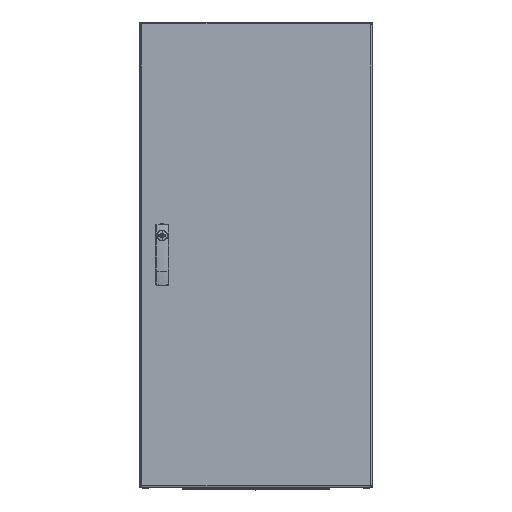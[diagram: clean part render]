
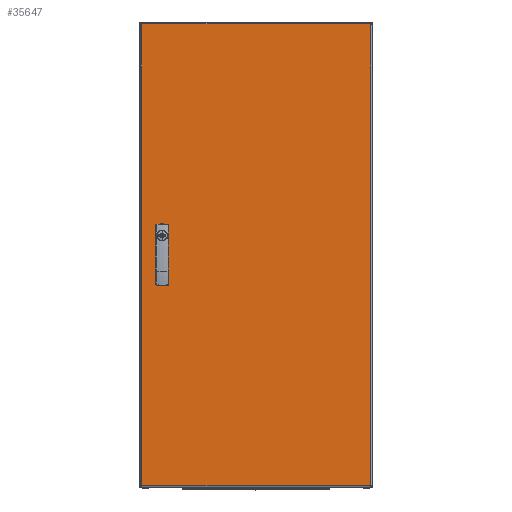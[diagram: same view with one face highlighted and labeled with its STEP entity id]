
A CAD part, top view. The second image highlights one B-rep face of the part: STEP entity #35647.
In plain terms, the highlighted face is planar.
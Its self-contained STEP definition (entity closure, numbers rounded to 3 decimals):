
#35647 = ADVANCED_FACE ( 'NONE', ( #48951, #48941, #48939 ), #48938, .F. ) ;
#35651 = EDGE_LOOP ( 'NONE', ( #35809, #35820, #35697, #35712 ) ) ;
#35655 = VERTEX_POINT ( 'NONE', #48927 ) ;
#35689 = EDGE_CURVE ( 'NONE', #35815, #35692, #49088, .T. ) ;
#35692 = VERTEX_POINT ( 'NONE', #49081 ) ;
#35697 = ORIENTED_EDGE ( 'NONE', *, *, #35703, .T. ) ;
#35703 = EDGE_CURVE ( 'NONE', #35692, #35708, #49062, .T. ) ;
#35708 = VERTEX_POINT ( 'NONE', #49042 ) ;
#35712 = ORIENTED_EDGE ( 'NONE', *, *, #35716, .T. ) ;
#35716 = EDGE_CURVE ( 'NONE', #35708, #35655, #49038, .T. ) ;
#35719 = EDGE_LOOP ( 'NONE', ( #35726, #35883, #35756, #35770 ) ) ;
#35726 = ORIENTED_EDGE ( 'NONE', *, *, #35729, .T. ) ;
#35729 = EDGE_CURVE ( 'NONE', #35872, #35879, #49131, .T. ) ;
#35751 = VERTEX_POINT ( 'NONE', #49232 ) ;
#35756 = ORIENTED_EDGE ( 'NONE', *, *, #35764, .T. ) ;
#35764 = EDGE_CURVE ( 'NONE', #35751, #35766, #49199, .T. ) ;
#35766 = VERTEX_POINT ( 'NONE', #49179 ) ;
#35770 = ORIENTED_EDGE ( 'NONE', *, *, #35777, .T. ) ;
#35777 = EDGE_CURVE ( 'NONE', #35766, #35872, #49295, .T. ) ;
#35779 = EDGE_LOOP ( 'NONE', ( #35785, #35947, #35834, #35849, #35855, #35863, #36015, #35888 ) ) ;
#35785 = ORIENTED_EDGE ( 'NONE', *, *, #35790, .F. ) ;
#35790 = EDGE_CURVE ( 'NONE', #35796, #35800, #49284, .T. ) ;
#35796 = VERTEX_POINT ( 'NONE', #49277 ) ;
#35800 = VERTEX_POINT ( 'NONE', #49275 ) ;
#35809 = ORIENTED_EDGE ( 'NONE', *, *, #35812, .T. ) ;
#35812 = EDGE_CURVE ( 'NONE', #35655, #35815, #49263, .T. ) ;
#35815 = VERTEX_POINT ( 'NONE', #49387 ) ;
#35820 = ORIENTED_EDGE ( 'NONE', *, *, #35689, .T. ) ;
#35826 = VERTEX_POINT ( 'NONE', #49356 ) ;
#35834 = ORIENTED_EDGE ( 'NONE', *, *, #35839, .T. ) ;
#35839 = EDGE_CURVE ( 'NONE', #35826, #35845, #49324, .T. ) ;
#35845 = VERTEX_POINT ( 'NONE', #49317 ) ;
#35849 = ORIENTED_EDGE ( 'NONE', *, *, #35851, .T. ) ;
#35851 = EDGE_CURVE ( 'NONE', #35845, #35852, #49449, .T. ) ;
#35852 = VERTEX_POINT ( 'NONE', #49444 ) ;
#35855 = ORIENTED_EDGE ( 'NONE', *, *, #35858, .F. ) ;
#35858 = EDGE_CURVE ( 'NONE', #35859, #35852, #49437, .T. ) ;
#35859 = VERTEX_POINT ( 'NONE', #49428 ) ;
#35863 = ORIENTED_EDGE ( 'NONE', *, *, #35865, .T. ) ;
#35865 = EDGE_CURVE ( 'NONE', #35859, #35868, #49413, .T. ) ;
#35868 = VERTEX_POINT ( 'NONE', #49392 ) ;
#35872 = VERTEX_POINT ( 'NONE', #49393 ) ;
#35879 = VERTEX_POINT ( 'NONE', #49534 ) ;
#35883 = ORIENTED_EDGE ( 'NONE', *, *, #35884, .T. ) ;
#35884 = EDGE_CURVE ( 'NONE', #35879, #35751, #49519, .T. ) ;
#35888 = ORIENTED_EDGE ( 'NONE', *, *, #35898, .T. ) ;
#35898 = EDGE_CURVE ( 'NONE', #36019, #35800, #49506, .T. ) ;
#35947 = ORIENTED_EDGE ( 'NONE', *, *, #35949, .T. ) ;
#35949 = EDGE_CURVE ( 'NONE', #35796, #35826, #49648, .T. ) ;
#36015 = ORIENTED_EDGE ( 'NONE', *, *, #36018, .T. ) ;
#36018 = EDGE_CURVE ( 'NONE', #35868, #36019, #49873, .T. ) ;
#36019 = VERTEX_POINT ( 'NONE', #49866 ) ;
#48927 = CARTESIAN_POINT ( 'NONE',  ( 229.9, -24.9, 0. ) ) ;
#48929 = DIRECTION ( 'NONE',  ( 1., 0., 0. ) ) ;
#48931 = DIRECTION ( 'NONE',  ( 0., 0., 1. ) ) ;
#48933 = CARTESIAN_POINT ( 'NONE',  ( -310.5, -610.5, 0. ) ) ;
#48934 = AXIS2_PLACEMENT_3D ( 'NONE', #48933, #48931, #48929 ) ;
#48938 = PLANE ( 'NONE',  #48934 ) ;
#48939 = FACE_OUTER_BOUND ( 'NONE', #35779, .T. ) ;
#48941 = FACE_BOUND ( 'NONE', #35719, .T. ) ;
#48951 = FACE_BOUND ( 'NONE', #35651, .T. ) ;
#49032 = DIRECTION ( 'NONE',  ( -1., 0., 0. ) ) ;
#49034 = VECTOR ( 'NONE', #49032, 1000. ) ;
#49036 = CARTESIAN_POINT ( 'NONE',  ( 229.9, -24.9, 0. ) ) ;
#49038 = LINE ( 'NONE', #49036, #49034 ) ;
#49042 = CARTESIAN_POINT ( 'NONE',  ( 255.1, -24.9, 0. ) ) ;
#49057 = DIRECTION ( 'NONE',  ( 0., 1., 0. ) ) ;
#49059 = VECTOR ( 'NONE', #49057, 1000. ) ;
#49060 = CARTESIAN_POINT ( 'NONE',  ( 255.1, -75.1, 0. ) ) ;
#49062 = LINE ( 'NONE', #49060, #49059 ) ;
#49081 = CARTESIAN_POINT ( 'NONE',  ( 255.1, -75.1, 0. ) ) ;
#49084 = DIRECTION ( 'NONE',  ( 1., 0., 0. ) ) ;
#49085 = VECTOR ( 'NONE', #49084, 1000. ) ;
#49087 = CARTESIAN_POINT ( 'NONE',  ( 229.9, -75.1, 0. ) ) ;
#49088 = LINE ( 'NONE', #49087, #49085 ) ;
#49126 = DIRECTION ( 'NONE',  ( -1., 0., 0. ) ) ;
#49127 = VECTOR ( 'NONE', #49126, 1000. ) ;
#49129 = CARTESIAN_POINT ( 'NONE',  ( 229.9, 75.1, 0. ) ) ;
#49131 = LINE ( 'NONE', #49129, #49127 ) ;
#49179 = CARTESIAN_POINT ( 'NONE',  ( 255.1, 24.9, 0. ) ) ;
#49185 = DIRECTION ( 'NONE',  ( 1., 0., 0. ) ) ;
#49187 = VECTOR ( 'NONE', #49185, 1000. ) ;
#49189 = CARTESIAN_POINT ( 'NONE',  ( 229.9, 24.9, 0. ) ) ;
#49199 = LINE ( 'NONE', #49189, #49187 ) ;
#49232 = CARTESIAN_POINT ( 'NONE',  ( 229.9, 24.9, 0. ) ) ;
#49262 = CARTESIAN_POINT ( 'NONE',  ( 229.9, -75.1, 0. ) ) ;
#49263 = LINE ( 'NONE', #49262, #49390 ) ;
#49275 = CARTESIAN_POINT ( 'NONE',  ( -295., -595.5, 0. ) ) ;
#49277 = CARTESIAN_POINT ( 'NONE',  ( -295.5, -595., 0. ) ) ;
#49278 = DIRECTION ( 'NONE',  ( 1., 0., 0. ) ) ;
#49280 = DIRECTION ( 'NONE',  ( 0., 0., -1. ) ) ;
#49281 = CARTESIAN_POINT ( 'NONE',  ( -297., -597., 0. ) ) ;
#49282 = AXIS2_PLACEMENT_3D ( 'NONE', #49281, #49280, #49278 ) ;
#49284 = CIRCLE ( 'NONE', #49282, 2.5 ) ;
#49290 = DIRECTION ( 'NONE',  ( 0., 1., 0. ) ) ;
#49292 = VECTOR ( 'NONE', #49290, 1000. ) ;
#49293 = CARTESIAN_POINT ( 'NONE',  ( 255.1, 75.1, 0. ) ) ;
#49295 = LINE ( 'NONE', #49293, #49292 ) ;
#49317 = CARTESIAN_POINT ( 'NONE',  ( -295., 595.5, 0. ) ) ;
#49319 = DIRECTION ( 'NONE',  ( 1., 0., 0. ) ) ;
#49321 = DIRECTION ( 'NONE',  ( 0., 0., 1. ) ) ;
#49323 = AXIS2_PLACEMENT_3D ( 'NONE', #49334, #49321, #49319 ) ;
#49324 = CIRCLE ( 'NONE', #49323, 2.5 ) ;
#49334 = CARTESIAN_POINT ( 'NONE',  ( -297., 597., 0. ) ) ;
#49356 = CARTESIAN_POINT ( 'NONE',  ( -295.5, 595., 0. ) ) ;
#49387 = CARTESIAN_POINT ( 'NONE',  ( 229.9, -75.1, 0. ) ) ;
#49389 = DIRECTION ( 'NONE',  ( 0., -1., 0. ) ) ;
#49390 = VECTOR ( 'NONE', #49389, 1000. ) ;
#49392 = CARTESIAN_POINT ( 'NONE',  ( 295.5, -595., 0. ) ) ;
#49393 = CARTESIAN_POINT ( 'NONE',  ( 255.1, 75.1, 0. ) ) ;
#49408 = DIRECTION ( 'NONE',  ( 0., -1., 0. ) ) ;
#49410 = VECTOR ( 'NONE', #49408, 1000. ) ;
#49412 = CARTESIAN_POINT ( 'NONE',  ( 295.5, -610.5, 0. ) ) ;
#49413 = LINE ( 'NONE', #49412, #49410 ) ;
#49428 = CARTESIAN_POINT ( 'NONE',  ( 295.5, 595., 0. ) ) ;
#49430 = DIRECTION ( 'NONE',  ( -1., 0., 0. ) ) ;
#49432 = DIRECTION ( 'NONE',  ( 0., 0., -1. ) ) ;
#49434 = CARTESIAN_POINT ( 'NONE',  ( 297., 597., 0. ) ) ;
#49435 = AXIS2_PLACEMENT_3D ( 'NONE', #49434, #49432, #49430 ) ;
#49437 = CIRCLE ( 'NONE', #49435, 2.5 ) ;
#49444 = CARTESIAN_POINT ( 'NONE',  ( 295., 595.5, 0. ) ) ;
#49445 = DIRECTION ( 'NONE',  ( 1., 0., 0. ) ) ;
#49447 = VECTOR ( 'NONE', #49445, 1000. ) ;
#49448 = CARTESIAN_POINT ( 'NONE',  ( -310.5, 595.5, 0. ) ) ;
#49449 = LINE ( 'NONE', #49448, #49447 ) ;
#49501 = DIRECTION ( 'NONE',  ( -1., 0., 0. ) ) ;
#49502 = VECTOR ( 'NONE', #49501, 1000. ) ;
#49504 = CARTESIAN_POINT ( 'NONE',  ( -310.5, -595.5, 0. ) ) ;
#49506 = LINE ( 'NONE', #49504, #49502 ) ;
#49514 = DIRECTION ( 'NONE',  ( 0., -1., 0. ) ) ;
#49515 = VECTOR ( 'NONE', #49514, 1000. ) ;
#49517 = CARTESIAN_POINT ( 'NONE',  ( 229.9, 75.1, 0. ) ) ;
#49519 = LINE ( 'NONE', #49517, #49515 ) ;
#49534 = CARTESIAN_POINT ( 'NONE',  ( 229.9, 75.1, 0. ) ) ;
#49633 = DIRECTION ( 'NONE',  ( 0., 1., 0. ) ) ;
#49634 = VECTOR ( 'NONE', #49633, 1000. ) ;
#49636 = CARTESIAN_POINT ( 'NONE',  ( -295.5, -610.5, 0. ) ) ;
#49648 = LINE ( 'NONE', #49636, #49634 ) ;
#49866 = CARTESIAN_POINT ( 'NONE',  ( 295., -595.5, 0. ) ) ;
#49868 = DIRECTION ( 'NONE',  ( -1., 0., 0. ) ) ;
#49870 = DIRECTION ( 'NONE',  ( 0., 0., 1. ) ) ;
#49871 = AXIS2_PLACEMENT_3D ( 'NONE', #49884, #49870, #49868 ) ;
#49873 = CIRCLE ( 'NONE', #49871, 2.5 ) ;
#49884 = CARTESIAN_POINT ( 'NONE',  ( 297., -597., 0. ) ) ;
